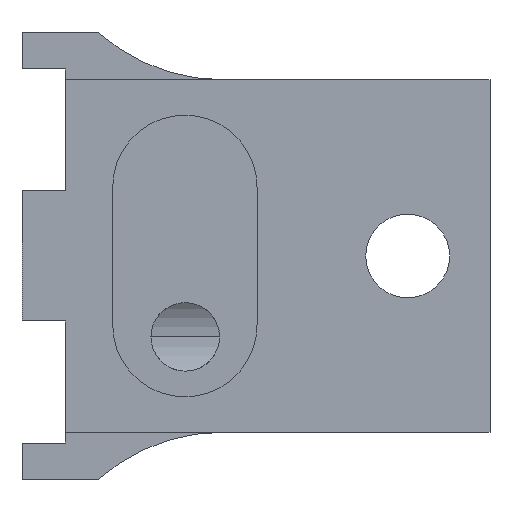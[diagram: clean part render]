
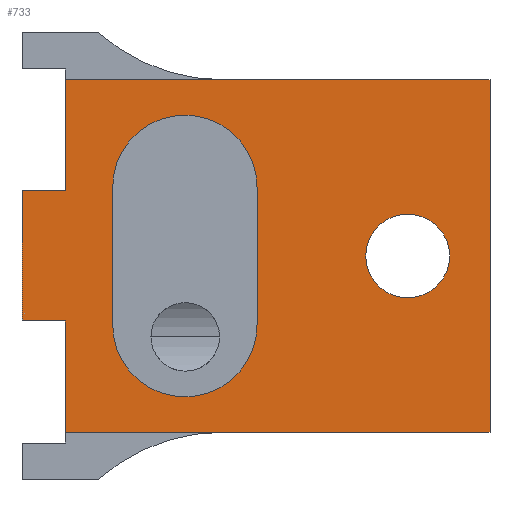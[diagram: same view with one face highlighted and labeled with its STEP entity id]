
A CAD part, left-side view. The second image highlights one B-rep face of the part: STEP entity #733.
In plain terms, the highlighted planar face has unit normal (-1, 0, 0).
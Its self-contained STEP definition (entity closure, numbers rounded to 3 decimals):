
#182=CARTESIAN_POINT('POINT15',(-0.221,-0.376,0.47));
#183=VERTEX_POINT('VERTEX15',#182);
#191=CARTESIAN_POINT('POINT16',(-0.221,-0.376,0.28));
#192=VERTEX_POINT('VERTEX16',#191);
#199=CARTESIAN_POINT('POS17',(-0.221,-0.376,0.283));
#200=DIRECTION('DIR25',(0.,0.,1.));
#201=VECTOR('VEC9',#200,1.);
#202=LINE('STRAIGHT9',#199,#201);
#203=EDGE_CURVE('EDGE19',#192,#183,#202,.T.);
#213=CARTESIAN_POINT('POINT17',(-0.221,-0.176,0.47));
#214=VERTEX_POINT('VERTEX17',#213);
#223=CARTESIAN_POINT('POS20',(-0.221,-0.276,0.47));
#224=DIRECTION('DIR29',(-1.,0.,0.));
#225=DIRECTION('DIR30',(0.,1.,0.));
#226=AXIS2_PLACEMENT_3D('AXIS10',#223,#224,#225);
#227=CIRCLE('ELLIPSE6',#226,0.1);
#228=EDGE_CURVE('EDGE21',#183,#214,#227,.T.);
#238=CARTESIAN_POINT('POINT18',(-0.221,-0.176,0.28));
#239=VERTEX_POINT('VERTEX18',#238);
#248=CARTESIAN_POINT('POS23',(-0.221,-0.176,0.378));
#249=DIRECTION('DIR34',(0.,0.,-1.));
#250=VECTOR('VEC12',#249,1.);
#251=LINE('STRAIGHT12',#248,#250);
#252=EDGE_CURVE('EDGE23',#214,#239,#251,.T.);
#265=CARTESIAN_POINT('POS25',(-0.221,-0.276,0.28));
#266=DIRECTION('DIR37',(-1.,0.,0.));
#267=DIRECTION('DIR38',(0.,1.,0.));
#268=AXIS2_PLACEMENT_3D('AXIS13',#265,#266,#267);
#269=CIRCLE('ELLIPSE7',#268,0.1);
#270=EDGE_CURVE('EDGE24',#239,#192,#269,.T.);
#282=CARTESIAN_POINT('POINT20',(-0.221,-0.05,
   0.465));
#283=VERTEX_POINT('VERTEX20',#282);
#298=CARTESIAN_POINT('POINT22',(-0.221,-0.05,
   0.285));
#299=VERTEX_POINT('VERTEX22',#298);
#306=CARTESIAN_POINT('POS30',(-0.221,-0.05,
   0.518));
#307=DIRECTION('DIR44',(0.,0.,1.));
#308=VECTOR('VEC16',#307,1.);
#309=LINE('STRAIGHT16',#306,#308);
#310=EDGE_CURVE('EDGE28',#283,#299,#309,.F.);
#322=CARTESIAN_POINT('POINT24',(-0.221,-0.526,0.375));
#323=VERTEX_POINT('VERTEX24',#322);
#339=CARTESIAN_POINT('POINT26',(-0.221,-0.642,0.375));
#340=VERTEX_POINT('VERTEX26',#339);
#347=CARTESIAN_POINT('POS35',(-0.221,-0.584,0.375));
#348=DIRECTION('DIR51',(-1.,0.,0.));
#349=DIRECTION('DIR52',(0.,1.,0.));
#350=AXIS2_PLACEMENT_3D('AXIS17',#347,#348,#349);
#351=CIRCLE('ELLIPSE9',#350,0.058);
#352=EDGE_CURVE('EDGE32',#340,#323,#351,.T.);
#363=EDGE_CURVE('EDGE33',#323,#340,#351,.T.);
#373=CARTESIAN_POINT('POINT28',(-0.221,-0.698,0.619));
#374=VERTEX_POINT('VERTEX28',#373);
#381=CARTESIAN_POINT('POINT29',(-0.221,-0.698,0.131));
#382=VERTEX_POINT('VERTEX29',#381);
#383=CARTESIAN_POINT('POS38',(-0.221,-0.698,0.605));
#384=DIRECTION('DIR56',(0.,0.,-1.));
#385=VECTOR('VEC20',#384,1.);
#386=LINE('STRAIGHT20',#383,#385);
#387=EDGE_CURVE('EDGE36',#374,#382,#386,.T.);
#614=CARTESIAN_POINT('POINT44',(-0.221,-0.11,0.465));
#615=VERTEX_POINT('VERTEX44',#614);
#616=CARTESIAN_POINT('POS65',(-0.221,-0.11,0.465));
#617=DIRECTION('DIR92',(0.,1.,0.));
#618=VECTOR('VEC38',#617,1.);
#619=LINE('STRAIGHT38',#616,#618);
#620=EDGE_CURVE('EDGE59',#283,#615,#619,.F.);
#660=CARTESIAN_POINT('POINT46',(-0.221,-0.11,0.285));
#661=VERTEX_POINT('VERTEX46',#660);
#662=CARTESIAN_POINT('POS71',(-0.221,-0.11,0.285));
#663=DIRECTION('DIR100',(0.,-1.,0.));
#664=VECTOR('VEC42',#663,1.);
#665=LINE('STRAIGHT42',#662,#664);
#666=EDGE_CURVE('EDGE63',#661,#299,#665,.F.);
#684=CARTESIAN_POINT('POINT47',(-0.221,-0.11,0.619));
#685=VERTEX_POINT('VERTEX47',#684);
#686=CARTESIAN_POINT('POS74',(-0.221,-0.49,0.619));
#687=DIRECTION('DIR104',(0.,1.,0.));
#688=VECTOR('VEC44',#687,1.);
#689=LINE('STRAIGHT44',#686,#688);
#690=EDGE_CURVE('EDGE65',#685,#374,#689,.F.);
#691=ORIENTED_EDGE('COEDGE99',*,*,#690,.F.);
#692=CARTESIAN_POINT('POS75',(-0.221,-0.11,0.518));
#693=DIRECTION('DIR105',(0.,0.,-1.));
#694=VECTOR('VEC45',#693,1.);
#695=LINE('STRAIGHT45',#692,#694);
#696=EDGE_CURVE('EDGE66',#685,#615,#695,.T.);
#697=ORIENTED_EDGE('COEDGE100',*,*,#696,.T.);
#698=ORIENTED_EDGE('COEDGE101',*,*,#620,.F.);
#699=ORIENTED_EDGE('COEDGE102',*,*,#310,.T.);
#700=ORIENTED_EDGE('COEDGE103',*,*,#666,.F.);
#701=CARTESIAN_POINT('POINT48',(-0.221,-0.11,0.131));
#702=VERTEX_POINT('VERTEX48',#701);
#703=CARTESIAN_POINT('POS76',(-0.221,-0.11,0.518));
#704=DIRECTION('DIR106',(0.,0.,-1.));
#705=VECTOR('VEC46',#704,1.);
#706=LINE('STRAIGHT46',#703,#705);
#707=EDGE_CURVE('EDGE67',#661,#702,#706,.T.);
#708=ORIENTED_EDGE('COEDGE104',*,*,#707,.T.);
#709=CARTESIAN_POINT('POS77',(-0.221,-0.49,0.131));
#710=DIRECTION('DIR107',(0.,1.,0.));
#711=VECTOR('VEC47',#710,1.);
#712=LINE('STRAIGHT47',#709,#711);
#713=EDGE_CURVE('EDGE68',#382,#702,#712,.T.);
#714=ORIENTED_EDGE('COEDGE105',*,*,#713,.F.);
#715=ORIENTED_EDGE('COEDGE106',*,*,#387,.F.);
#716=EDGE_LOOP('NONE',(#691,#697,#698,#699,#700,#708,#714,#715));
#717=FACE_BOUND('LOOP1',#716,.T.);
#718=ORIENTED_EDGE('COEDGE107',*,*,#270,.F.);
#719=ORIENTED_EDGE('COEDGE108',*,*,#252,.F.);
#720=ORIENTED_EDGE('COEDGE109',*,*,#228,.F.);
#721=ORIENTED_EDGE('COEDGE110',*,*,#203,.F.);
#722=EDGE_LOOP('NONE',(#718,#719,#720,#721));
#723=FACE_BOUND('LOOP1',#722,.T.);
#724=ORIENTED_EDGE('COEDGE111',*,*,#352,.F.);
#725=ORIENTED_EDGE('COEDGE112',*,*,#363,.F.);
#726=EDGE_LOOP('NONE',(#724,#725));
#727=FACE_BOUND('LOOP1',#726,.T.);
#728=CARTESIAN_POINT('POS78',(-0.221,-0.11,0.285));
#729=DIRECTION('DIR108',(-1.,0.,0.));
#730=DIRECTION('DIR109',(0.,1.,0.));
#731=AXIS2_PLACEMENT_3D('AXIS31',#728,#729,#730);
#732=PLANE('PLANE13',#731);
#733=ADVANCED_FACE('FACE23',(#717,#723,#727),#732,.T.);
